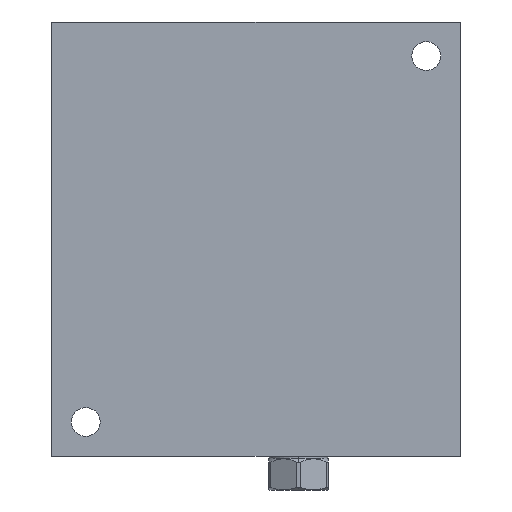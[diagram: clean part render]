
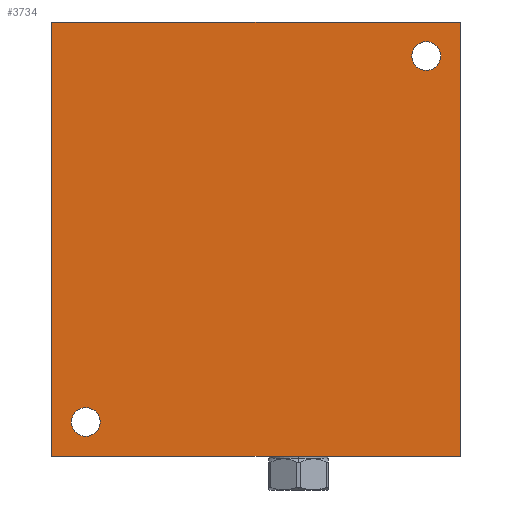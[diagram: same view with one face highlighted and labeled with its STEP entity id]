
A CAD part, left-side view. The second image highlights one B-rep face of the part: STEP entity #3734.
In plain terms, the highlighted planar face has unit normal (-1, 0, 0).
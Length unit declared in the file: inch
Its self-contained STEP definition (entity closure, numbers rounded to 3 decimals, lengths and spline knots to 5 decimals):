
#1=DIRECTION('',(0.,-1.,0.));
#2=VECTOR('',#1,6.);
#3=CARTESIAN_POINT('',(0.,0.,0.));
#4=LINE('',#3,#2);
#47=DIRECTION('',(0.,0.,1.));
#48=VECTOR('',#47,6.375);
#49=CARTESIAN_POINT('',(0.,0.,0.));
#50=LINE('',#49,#48);
#51=CARTESIAN_POINT('',(0.,-5.5,5.875));
#52=DIRECTION('',(-1.,0.,0.));
#53=DIRECTION('',(0.,1.,0.));
#54=AXIS2_PLACEMENT_3D('',#51,#52,#53);
#56=CARTESIAN_POINT('',(0.,-5.5,5.875));
#57=DIRECTION('',(-1.,0.,0.));
#58=DIRECTION('',(0.,-1.,0.));
#59=AXIS2_PLACEMENT_3D('',#56,#57,#58);
#61=CARTESIAN_POINT('',(0.,-0.5,0.5));
#62=DIRECTION('',(-1.,0.,0.));
#63=DIRECTION('',(0.,1.,0.));
#64=AXIS2_PLACEMENT_3D('',#61,#62,#63);
#66=CARTESIAN_POINT('',(0.,-0.5,0.5));
#67=DIRECTION('',(-1.,0.,0.));
#68=DIRECTION('',(0.,-1.,0.));
#69=AXIS2_PLACEMENT_3D('',#66,#67,#68);
#139=DIRECTION('',(0.,0.,1.));
#140=VECTOR('',#139,6.375);
#141=CARTESIAN_POINT('',(0.,-6.,0.));
#142=LINE('',#141,#140);
#163=DIRECTION('',(0.,-1.,0.));
#164=VECTOR('',#163,6.);
#165=CARTESIAN_POINT('',(0.,0.,6.375));
#166=LINE('',#165,#164);
#3216=CARTESIAN_POINT('',(0.,0.,0.));
#3217=CARTESIAN_POINT('',(0.,-6.,0.));
#3218=VERTEX_POINT('',#3216);
#3219=VERTEX_POINT('',#3217);
#3224=CARTESIAN_POINT('',(0.,0.,6.375));
#3225=CARTESIAN_POINT('',(0.,-6.,6.375));
#3226=VERTEX_POINT('',#3224);
#3227=VERTEX_POINT('',#3225);
#3344=CARTESIAN_POINT('',(0.,-5.289,5.875));
#3345=CARTESIAN_POINT('',(0.,-5.711,5.875));
#3346=VERTEX_POINT('',#3344);
#3347=VERTEX_POINT('',#3345);
#3352=CARTESIAN_POINT('',(0.,-0.289,0.5));
#3353=CARTESIAN_POINT('',(0.,-0.711,0.5));
#3354=VERTEX_POINT('',#3352);
#3355=VERTEX_POINT('',#3353);
#3708=CARTESIAN_POINT('',(0.,0.,0.));
#3709=DIRECTION('',(-1.,0.,0.));
#3710=DIRECTION('',(0.,-1.,0.));
#3711=AXIS2_PLACEMENT_3D('',#3708,#3709,#3710);
#3712=PLANE('',#3711);
#3713=ORIENTED_EDGE('',*,*,#3679,.F.);
#3715=ORIENTED_EDGE('',*,*,#3714,.T.);
#3717=ORIENTED_EDGE('',*,*,#3716,.T.);
#3719=ORIENTED_EDGE('',*,*,#3718,.F.);
#3720=EDGE_LOOP('',(#3713,#3715,#3717,#3719));
#3721=FACE_OUTER_BOUND('',#3720,.F.);
#3723=ORIENTED_EDGE('',*,*,#3722,.T.);
#3725=ORIENTED_EDGE('',*,*,#3724,.T.);
#3726=EDGE_LOOP('',(#3723,#3725));
#3727=FACE_BOUND('',#3726,.F.);
#3729=ORIENTED_EDGE('',*,*,#3728,.T.);
#3731=ORIENTED_EDGE('',*,*,#3730,.T.);
#3732=EDGE_LOOP('',(#3729,#3731));
#3733=FACE_BOUND('',#3732,.F.);
#3734=ADVANCED_FACE('',(#3721,#3727,#3733),#3712,.T.);
#55=CIRCLE('',#54,0.211);
#60=CIRCLE('',#59,0.211);
#65=CIRCLE('',#64,0.211);
#70=CIRCLE('',#69,0.211);
#3679=EDGE_CURVE('',#3218,#3219,#4,.T.);
#3714=EDGE_CURVE('',#3218,#3226,#50,.T.);
#3716=EDGE_CURVE('',#3226,#3227,#166,.T.);
#3718=EDGE_CURVE('',#3219,#3227,#142,.T.);
#3722=EDGE_CURVE('',#3346,#3347,#55,.T.);
#3724=EDGE_CURVE('',#3347,#3346,#60,.T.);
#3728=EDGE_CURVE('',#3354,#3355,#65,.T.);
#3730=EDGE_CURVE('',#3355,#3354,#70,.T.);
